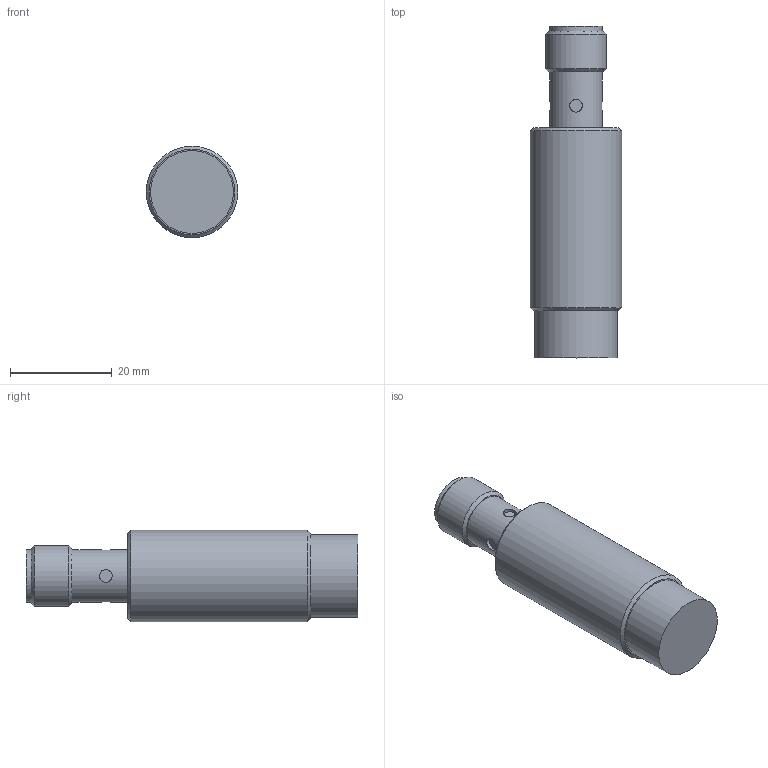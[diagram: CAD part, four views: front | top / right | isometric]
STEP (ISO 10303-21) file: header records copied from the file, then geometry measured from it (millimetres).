
FILE_DESCRIPTION (( 'STEP AP214' ), '1' );
FILE_NAME ('DSD-0327.STEP', '2020-09-23T20:23:04', ( '' ), ( '' ), 'SwSTEP 2.0', 'SolidWorks 2019', '' );
FILE_SCHEMA (( 'AUTOMOTIVE_DESIGN' ));
Length unit declared in the file: inch
Products named in the file (1): DSD-0327
Bounding box: 18 x 65.3 x 18 mm (x, y, z)
Volume: 12524.4 mm3; surface area: 4066.7 mm2
Topology: 1 solids, 1 shells, 40 faces, 80 edges, 54 vertices
Faces by surface type: plane 17, cylinder 15, cone 4, bspline 4
Full cylindrical faces by diameter (mm): 1 x4, 2.5 x4, 10.4 x2, 12 x1, 16.3 x1, 18 x1
Entity records: 1116 total; most frequent: CARTESIAN_POINT 409, DIRECTION 142, ORIENTED_EDGE 92, EDGE_LOOP 74, AXIS2_PLACEMENT_3D 67, FACE_OUTER_BOUND 57, EDGE_CURVE 46, VERTEX_POINT 42
